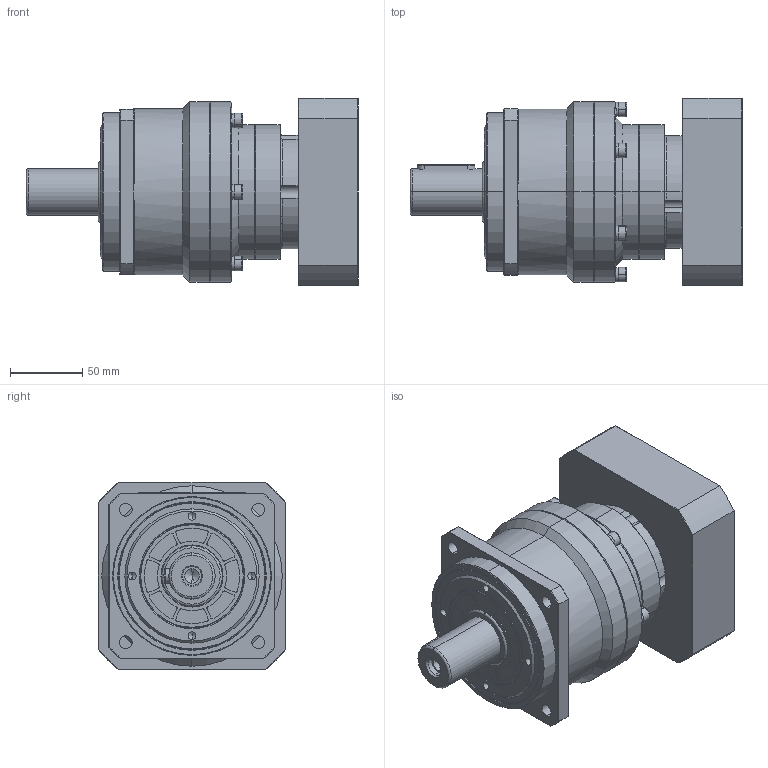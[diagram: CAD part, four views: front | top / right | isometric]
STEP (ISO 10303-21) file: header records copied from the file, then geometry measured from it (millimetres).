
FILE_DESCRIPTION (( 'STEP AP203' ), '1' );
FILE_NAME ('KS115L2-110-22-62.5-M8-145 俋倛芞.step', '2022-10-19T02:21:55', ( 'PC' ), ( 'Microsoft' ), 'SwSTEP 2.0', 'SolidWorks 2016', '' );
FILE_SCHEMA (( 'CONFIG_CONTROL_DESIGN' ));
Length unit declared in the file: millimetre
Products named in the file (12): hexagon socket head cap screws gb_GB_FASTENER_SCREWS_HSHCS M6X20-N; hexagon socket head cap screws gb_GB_FASTENER_SCREWS_HSHCS M5X20-N; spring lock washers--normal type gb_GB_FASTENER_WASHER_SW 5; hex socket set screws with flat point gb_GB_FASTENER_SCREWS_HSFP M12X12-N; 二级齿圈 KS115 外形图; 一级齿圈加出轴 KS115 外形图; hexagon socket head cap screws gb_GB_FASTENER_SCREWS_HSHCS M6X25-N; 笢潔楊擘俋倛芞 KS90; spring lock washers--normal type gb_GB_FASTENER_WASHER_SW 6; 萇儂楊擘俋倛芞 KB90 D110-M8-145F130H38.5; KS115L2-110-22-62.5-M8-145 俋倛芞; 一级整体太阳轮加夹套外形图 KB90-D22
Assembly tree (39 placements, depth 2):
  KS115L2-110-22-62.5-M8-145 俋倛芞
    一级齿圈加出轴 KS115 外形图
    笢潔楊擘俋倛芞 KS90
    萇儂楊擘俋倛芞 KB90 D110-M8-145F130H38.5
    一级整体太阳轮加夹套外形图 KB90-D22
    hexagon socket head cap screws gb_GB_FASTENER_SCREWS_HSHCS M6X20-N
    hexagon socket head cap screws gb_GB_FASTENER_SCREWS_HSHCS M5X20-N  x10
    spring lock washers--normal type gb_GB_FASTENER_WASHER_SW 5  x10
    hex socket set screws with flat point gb_GB_FASTENER_SCREWS_HSFP M12X12-N
    二级齿圈 KS115 外形图
    hexagon socket head cap screws gb_GB_FASTENER_SCREWS_HSHCS M6X25-N  x6
    spring lock washers--normal type gb_GB_FASTENER_WASHER_SW 6  x6
Bounding box: 230 x 130 x 130 mm (x, y, z)
Volume: 1633178.7 mm3; surface area: 228303.6 mm2
Topology: 41 solids, 41 shells, 1135 faces, 2689 edges, 1645 vertices
Faces by surface type: plane 472, cylinder 412, cone 202, torus 49
Entity records: 21284 total; most frequent: CARTESIAN_POINT 3753, DIRECTION 3534, ORIENTED_EDGE 3038, EDGE_CURVE 1519, AXIS2_PLACEMENT_3D 1428, VERTEX_POINT 959, EDGE_LOOP 758, CIRCLE 741
